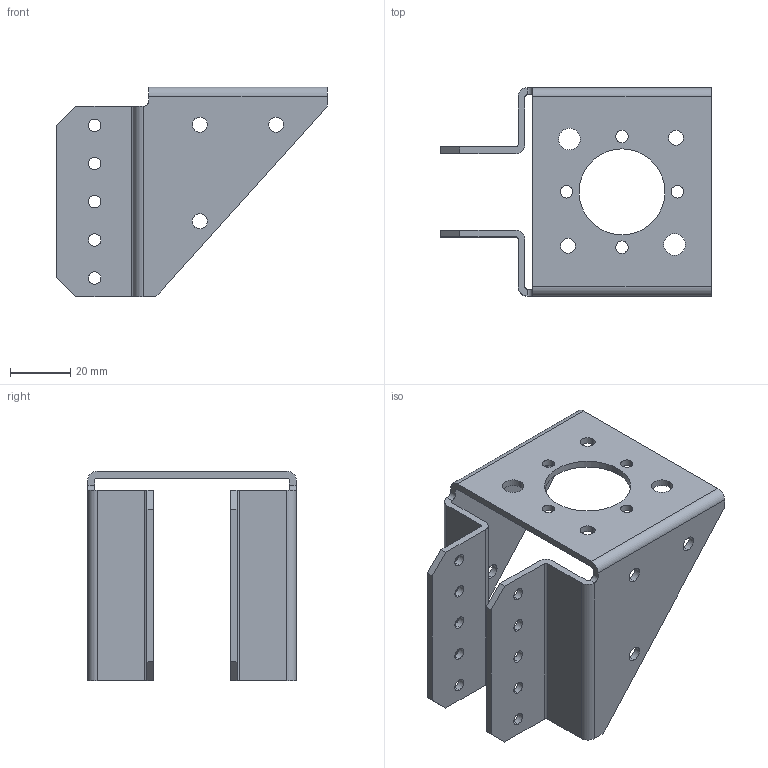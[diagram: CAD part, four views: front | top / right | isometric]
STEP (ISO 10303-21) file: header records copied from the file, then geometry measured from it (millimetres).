
FILE_DESCRIPTION (( 'STEP AP214' ), '1' );
FILE_NAME ('WCP-0868 Rev1.step', '2022-11-30T02:23:22', ( '' ), ( '' ), 'SwSTEP 2.0', 'SolidWorks 2020', '' );
FILE_SCHEMA (( 'AUTOMOTIVE_DESIGN' ));
Length unit declared in the file: inch
Products named in the file (1): WCP-0868 Rev1
Bounding box: 90.06 x 69.34 x 69.72 mm (x, y, z)
Volume: 30736.2 mm3; surface area: 29345.7 mm2
Topology: 1 solids, 1 shells, 94 faces, 276 edges, 184 vertices
Faces by surface type: cylinder 64, plane 30
Entity records: 3328 total; most frequent: DIRECTION 594, CARTESIAN_POINT 555, ORIENTED_EDGE 552, EDGE_CURVE 276, AXIS2_PLACEMENT_3D 223, VERTEX_POINT 184, LINE 148, VECTOR 148
